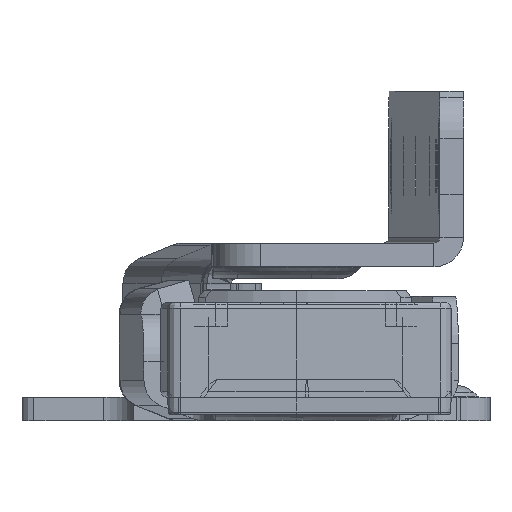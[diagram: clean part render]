
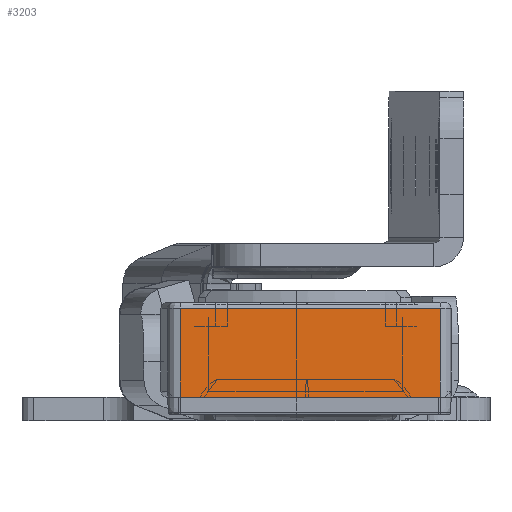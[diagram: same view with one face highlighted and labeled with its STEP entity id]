
A CAD part, left-side view. The second image highlights one B-rep face of the part: STEP entity #3203.
In plain terms, the highlighted face is planar.
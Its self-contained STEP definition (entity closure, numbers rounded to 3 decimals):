
#215 = DIRECTION ( 'NONE',  ( 0., 0., -1. ) ) ;
#450 = PLANE ( 'NONE',  #7169 ) ;
#564 = CARTESIAN_POINT ( 'NONE',  ( 10., -11., 8. ) ) ;
#2739 = LINE ( 'NONE', #11132, #11213 ) ;
#3053 = EDGE_LOOP ( 'NONE', ( #6869, #8353, #13704, #14397 ) ) ;
#3203 = ADVANCED_FACE ( 'NONE', ( #6233 ), #450, .T. ) ;
#3365 = VERTEX_POINT ( 'NONE', #12572 ) ;
#3667 = VERTEX_POINT ( 'NONE', #8013 ) ;
#3791 = CARTESIAN_POINT ( 'NONE',  ( 10., 11., 8. ) ) ;
#4469 = EDGE_CURVE ( 'NONE', #9151, #3667, #5669, .T. ) ;
#4759 = EDGE_CURVE ( 'NONE', #8243, #3365, #7842, .T. ) ;
#5669 = LINE ( 'NONE', #11934, #14101 ) ;
#6233 = FACE_OUTER_BOUND ( 'NONE', #3053, .T. ) ;
#6268 = DIRECTION ( 'NONE',  ( 0., 1., 0. ) ) ;
#6869 = ORIENTED_EDGE ( 'NONE', *, *, #4759, .T. ) ;
#7169 = AXIS2_PLACEMENT_3D ( 'NONE', #3791, #14779, #215 ) ;
#7817 = VECTOR ( 'NONE', #10289, 1000. ) ;
#7842 = LINE ( 'NONE', #564, #7817 ) ;
#8013 = CARTESIAN_POINT ( 'NONE',  ( 10., 11., 0.5 ) ) ;
#8224 = CARTESIAN_POINT ( 'NONE',  ( 10., 11., 8. ) ) ;
#8243 = VERTEX_POINT ( 'NONE', #14792 ) ;
#8353 = ORIENTED_EDGE ( 'NONE', *, *, #12415, .T. ) ;
#8700 = DIRECTION ( 'NONE',  ( 0., -1., 0. ) ) ;
#9151 = VERTEX_POINT ( 'NONE', #8224 ) ;
#9872 = CARTESIAN_POINT ( 'NONE',  ( 10., 11., 8. ) ) ;
#10289 = DIRECTION ( 'NONE',  ( 0., 0., -1. ) ) ;
#11132 = CARTESIAN_POINT ( 'NONE',  ( 10., 11., 0.5 ) ) ;
#11213 = VECTOR ( 'NONE', #6268, 1000. ) ;
#11934 = CARTESIAN_POINT ( 'NONE',  ( 10., 11., 8. ) ) ;
#12415 = EDGE_CURVE ( 'NONE', #3365, #3667, #2739, .T. ) ;
#12572 = CARTESIAN_POINT ( 'NONE',  ( 10., -11., 0.5 ) ) ;
#12657 = VECTOR ( 'NONE', #8700, 1000. ) ;
#12871 = DIRECTION ( 'NONE',  ( 0., 0., -1. ) ) ;
#13704 = ORIENTED_EDGE ( 'NONE', *, *, #4469, .F. ) ;
#14101 = VECTOR ( 'NONE', #12871, 1000. ) ;
#14397 = ORIENTED_EDGE ( 'NONE', *, *, #15003, .T. ) ;
#14657 = LINE ( 'NONE', #9872, #12657 ) ;
#14779 = DIRECTION ( 'NONE',  ( 1., 0., 0. ) ) ;
#14792 = CARTESIAN_POINT ( 'NONE',  ( 10., -11., 8. ) ) ;
#15003 = EDGE_CURVE ( 'NONE', #9151, #8243, #14657, .T. ) ;
